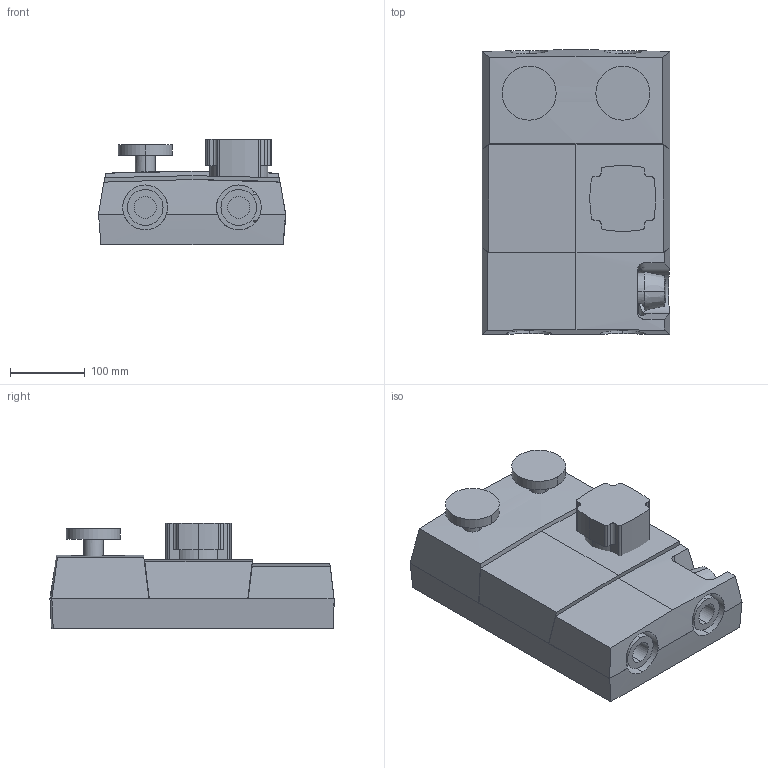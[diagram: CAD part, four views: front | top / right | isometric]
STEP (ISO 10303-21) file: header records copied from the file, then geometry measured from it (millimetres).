
FILE_DESCRIPTION (( 'STEP AP214' ), '1' );
FILE_NAME ('61021300 GFA DN25 G.STEP', '2023-01-05T09:38:25', ( '' ), ( '' ), 'SwSTEP 2.0', 'SolidWorks 2021', '' );
FILE_SCHEMA (( 'AUTOMOTIVE_DESIGN' ));
Length unit declared in the file: millimetre
Products named in the file (1): 61021300 GFA DN25 G
Bounding box: 250 x 379.43 x 140.75 mm (x, y, z)
Volume: 8545268.4 mm3; surface area: 468082.9 mm2
Topology: 3 solids, 3 shells, 184 faces, 475 edges, 313 vertices
Faces by surface type: cylinder 97, plane 70, bspline 10, torus 3, sphere 2, cone 2
Entity records: 7454 total; most frequent: CARTESIAN_POINT 2217, ORIENTED_EDGE 950, DIRECTION 901, EDGE_CURVE 475, AXIS2_PLACEMENT_3D 333, VERTEX_POINT 313, VECTOR 235, LINE 235
